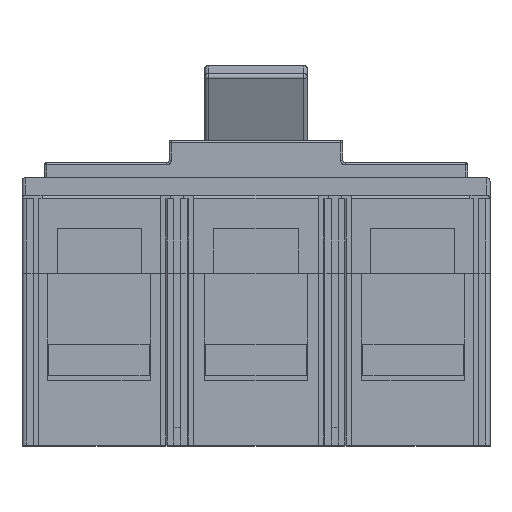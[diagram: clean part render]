
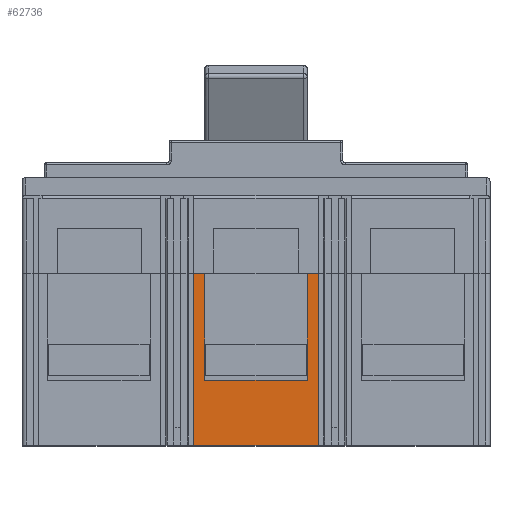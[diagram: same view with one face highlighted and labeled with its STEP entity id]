
A CAD part, top view. The second image highlights one B-rep face of the part: STEP entity #62736.
In plain terms, the highlighted planar face has unit normal (0, 0, 1).
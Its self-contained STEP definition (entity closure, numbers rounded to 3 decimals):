
#1846=ORIENTED_EDGE('',*,*,#14782,.F.);
#1847=ORIENTED_EDGE('',*,*,#14783,.T.);
#1848=ORIENTED_EDGE('',*,*,#14784,.F.);
#1849=ORIENTED_EDGE('',*,*,#14785,.F.);
#1850=ORIENTED_EDGE('',*,*,#14786,.T.);
#1851=ORIENTED_EDGE('',*,*,#14787,.T.);
#1852=ORIENTED_EDGE('',*,*,#14788,.F.);
#1853=ORIENTED_EDGE('',*,*,#14789,.F.);
#14782=EDGE_CURVE('',#21250,#21251,#25612,.T.);
#14783=EDGE_CURVE('',#21250,#21252,#25613,.T.);
#14784=EDGE_CURVE('',#21253,#21252,#25614,.T.);
#14785=EDGE_CURVE('',#21254,#21253,#25615,.T.);
#14786=EDGE_CURVE('',#21254,#21255,#25616,.T.);
#14787=EDGE_CURVE('',#21255,#21256,#25617,.T.);
#14788=EDGE_CURVE('',#21257,#21256,#25618,.T.);
#14789=EDGE_CURVE('',#21251,#21257,#25619,.T.);
#21250=VERTEX_POINT('',#78720);
#21251=VERTEX_POINT('',#78721);
#21252=VERTEX_POINT('',#78723);
#21253=VERTEX_POINT('',#78725);
#21254=VERTEX_POINT('',#78727);
#21255=VERTEX_POINT('',#78729);
#21256=VERTEX_POINT('',#78731);
#21257=VERTEX_POINT('',#78733);
#25612=LINE('',#78719,#30866);
#25613=LINE('',#78722,#30867);
#25614=LINE('',#78724,#30868);
#25615=LINE('',#78726,#30869);
#25616=LINE('',#78728,#30870);
#25617=LINE('',#78730,#30871);
#25618=LINE('',#78732,#30872);
#25619=LINE('',#78734,#30873);
#30866=VECTOR('',#68075,100.);
#30867=VECTOR('',#68076,100.);
#30868=VECTOR('',#68077,100.);
#30869=VECTOR('',#68078,100.);
#30870=VECTOR('',#68079,100.);
#30871=VECTOR('',#68080,100.);
#30872=VECTOR('',#68081,100.);
#30873=VECTOR('',#68082,100.);
#36099=EDGE_LOOP('',(#1846,#1847,#1848,#1849,#1850,#1851,#1852,#1853));
#39253=FACE_BOUND('',#36099,.T.);
#42404=PLANE('',#65356);
#62736=ADVANCED_FACE('',(#39253),#42404,.F.);
#65356=AXIS2_PLACEMENT_3D('',#78718,#68073,#68074);
#68073=DIRECTION('',(0.,0.,-1.));
#68074=DIRECTION('',(-1.,0.,0.));
#68075=DIRECTION('',(0.,-1.,0.));
#68076=DIRECTION('',(-1.,0.,0.));
#68077=DIRECTION('',(0.,1.,0.));
#68078=DIRECTION('',(-1.,0.,0.));
#68079=DIRECTION('',(0.,1.,0.));
#68080=DIRECTION('',(-1.,0.,0.));
#68081=DIRECTION('',(0.,1.,0.));
#68082=DIRECTION('',(1.,0.,0.));
#78718=CARTESIAN_POINT('',(-10.5,14.,18.5));
#78719=CARTESIAN_POINT('',(-2.3,3.4,18.5));
#78720=CARTESIAN_POINT('',(-2.3,9.7,18.5));
#78721=CARTESIAN_POINT('',(-2.3,4.9,18.5));
#78722=CARTESIAN_POINT('',(11.952,9.7,18.5));
#78723=CARTESIAN_POINT('',(-2.793,9.7,18.5));
#78724=CARTESIAN_POINT('',(-2.793,-60.277,18.5));
#78725=CARTESIAN_POINT('',(-2.793,2.,18.5));
#78726=CARTESIAN_POINT('',(-9.885,2.,18.5));
#78727=CARTESIAN_POINT('',(2.793,2.,18.5));
#78728=CARTESIAN_POINT('',(2.793,-60.277,18.5));
#78729=CARTESIAN_POINT('',(2.793,9.7,18.5));
#78730=CARTESIAN_POINT('',(11.952,9.7,18.5));
#78731=CARTESIAN_POINT('',(2.3,9.7,18.5));
#78732=CARTESIAN_POINT('',(2.3,0.2,18.5));
#78733=CARTESIAN_POINT('',(2.3,4.9,18.5));
#78734=CARTESIAN_POINT('',(9.885,4.9,18.5));
